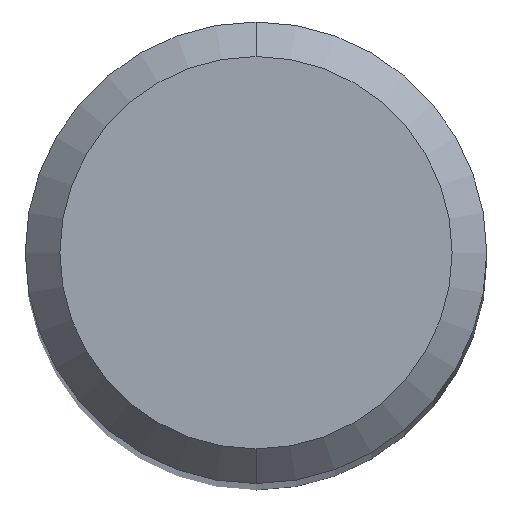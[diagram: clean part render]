
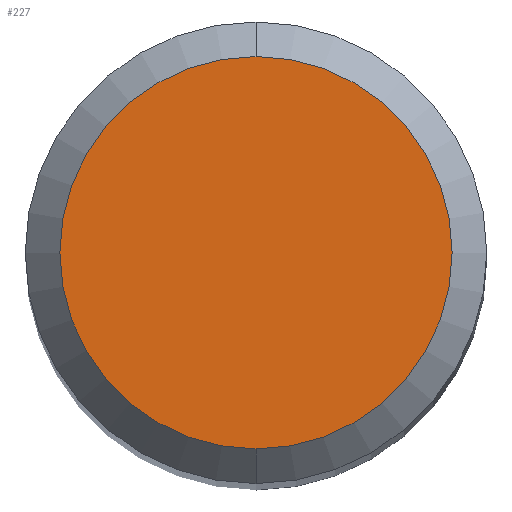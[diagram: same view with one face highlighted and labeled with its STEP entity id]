
A CAD part, top view. The second image highlights one B-rep face of the part: STEP entity #227.
In plain terms, the highlighted planar face has unit normal (0, 0, 1).
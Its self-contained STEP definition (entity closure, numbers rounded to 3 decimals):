
#221=VERTEX_POINT('',#582);
#227=ADVANCED_FACE('',(#588),#589,.T.);
#275=EDGE_CURVE('',#367,#221,#647,.T.);
#337=EDGE_CURVE('',#221,#367,#715,.T.);
#367=VERTEX_POINT('',#747);
#582=CARTESIAN_POINT('',(0.,-1.7,0.0));
#588=FACE_OUTER_BOUND('',#994,.T.);
#589=PLANE('',#995);
#647=CIRCLE('',#1069,1.7);
#715=CIRCLE('',#1183,1.7);
#747=CARTESIAN_POINT('',(0.0,1.7,0.0));
#994=EDGE_LOOP('',(#1688,#1689));
#995=AXIS2_PLACEMENT_3D('',#1690,#1691,#1692);
#1069=AXIS2_PLACEMENT_3D('',#1778,#1779,#1780);
#1183=AXIS2_PLACEMENT_3D('',#1852,#1853,#1854);
#1688=ORIENTED_EDGE('',*,*,#275,.F.);
#1689=ORIENTED_EDGE('',*,*,#337,.F.);
#1690=CARTESIAN_POINT('',(0.0,0.85,0.0));
#1691=DIRECTION('',(-0.0,0.0,1.0));
#1692=DIRECTION('',(0.0,-1.0,0.0));
#1778=CARTESIAN_POINT('',(0.0,0.0,0.0));
#1779=DIRECTION('',(0.0,0.0,-1.0));
#1780=DIRECTION('',(0.0,1.0,0.0));
#1852=CARTESIAN_POINT('',(0.0,0.0,0.0));
#1853=DIRECTION('',(0.0,0.0,-1.0));
#1854=DIRECTION('',(0.0,1.0,0.0));
